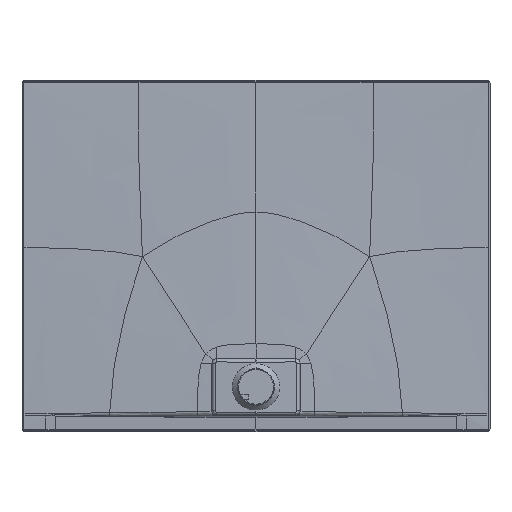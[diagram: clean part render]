
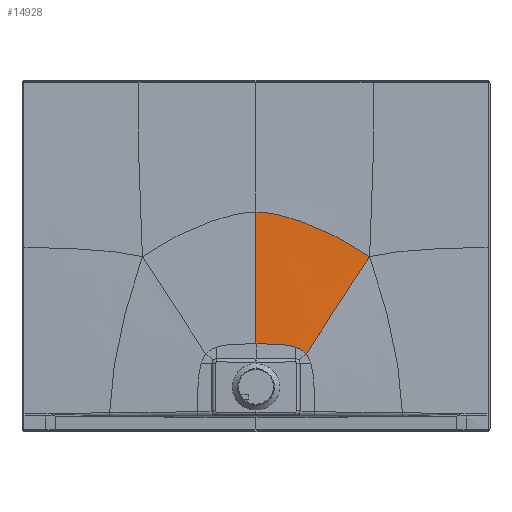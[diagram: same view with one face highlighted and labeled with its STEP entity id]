
A CAD part, front view. The second image highlights one B-rep face of the part: STEP entity #14928.
In plain terms, the highlighted free-form (B-spline) face has degree [3, 3] with [9, 8] control points.
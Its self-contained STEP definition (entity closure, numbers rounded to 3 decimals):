
#3549=CARTESIAN_POINT('',(101.035,-21.398,216.312));
#3550=CARTESIAN_POINT('',(106.85,-21.398,214.329));
#3551=CARTESIAN_POINT('',(117.119,-21.397,209.487));
#3552=CARTESIAN_POINT('',(124.98,-21.397,202.514));
#3553=CARTESIAN_POINT('',(128.385,-21.397,198.402));
#3568=CARTESIAN_POINT('',(0.,-21.399,
225.082));
#3570=CARTESIAN_POINT('',(0.,-21.399,
225.082));
#3571=CARTESIAN_POINT('',(11.658,-21.399,225.082));
#3572=CARTESIAN_POINT('',(33.167,-21.399,224.932));
#3573=CARTESIAN_POINT('',(60.434,-21.399,223.775));
#3574=CARTESIAN_POINT('',(83.123,-21.398,221.196));
#3575=CARTESIAN_POINT('',(95.479,-21.398,218.206));
#3576=CARTESIAN_POINT('',(101.035,-21.398,216.312));
#3578=CARTESIAN_POINT('',(101.035,-21.398,216.312));
#4665=CARTESIAN_POINT('',(291.382,-10.359,448.376));
#4666=CARTESIAN_POINT('',(286.327,-10.611,440.805));
#4667=CARTESIAN_POINT('',(276.431,-11.122,425.966));
#4668=CARTESIAN_POINT('',(257.633,-12.162,397.666));
#4669=CARTESIAN_POINT('',(227.548,-13.997,352.019));
#4670=CARTESIAN_POINT('',(192.416,-16.48,297.551));
#4671=CARTESIAN_POINT('',(157.843,-19.066,243.31));
#4672=CARTESIAN_POINT('',(137.758,-20.63,212.458));
#4673=CARTESIAN_POINT('',(128.385,-21.397,198.402));
#4675=DIRECTION('',(0.,-0.027,-1.));
#4676=VECTOR('',#4675,337.625);
#4677=CARTESIAN_POINT('',(0.,-12.199,
562.582));
#4678=LINE('',#4677,#4676);
#5446=CARTESIAN_POINT('',(291.382,-10.359,448.376));
#5447=CARTESIAN_POINT('',(278.035,-10.515,458.045));
#5448=CARTESIAN_POINT('',(251.459,-10.788,475.473));
#5449=CARTESIAN_POINT('',(199.41,-11.217,504.007));
#5450=CARTESIAN_POINT('',(136.904,-11.638,531.705));
#5451=CARTESIAN_POINT('',(65.885,-12.066,555.933));
#5452=CARTESIAN_POINT('',(21.394,-12.199,562.582));
#5453=CARTESIAN_POINT('',(0.,-12.199,
562.582));
#6321=VERTEX_POINT('',#3578);
#6322=VERTEX_POINT('',#3553);
#6323=VERTEX_POINT('',#3568);
#6384=VERTEX_POINT('',#4665);
#6385=CARTESIAN_POINT('',(0.,-12.199,
562.582));
#6386=VERTEX_POINT('',#6385);
#14846=CARTESIAN_POINT('',(-1.327,-21.493,
221.614));
#14847=CARTESIAN_POINT('',(16.982,-21.493,
221.62));
#14848=CARTESIAN_POINT('',(48.719,-21.493,
221.414));
#14849=CARTESIAN_POINT('',(84.652,-21.491,
218.574));
#14850=CARTESIAN_POINT('',(106.275,-21.489,
212.603));
#14851=CARTESIAN_POINT('',(119.693,-21.489,
204.585));
#14852=CARTESIAN_POINT('',(125.179,-21.49,
199.247));
#14853=CARTESIAN_POINT('',(127.688,-21.491,
196.116));
#14854=CARTESIAN_POINT('',(-1.326,-20.695,
250.894));
#14855=CARTESIAN_POINT('',(16.962,-20.695,
250.926));
#14856=CARTESIAN_POINT('',(49.297,-20.698,
249.686));
#14857=CARTESIAN_POINT('',(87.47,-20.711,
242.922));
#14858=CARTESIAN_POINT('',(111.608,-20.719,
232.784));
#14859=CARTESIAN_POINT('',(127.411,-20.711,
221.419));
#14860=CARTESIAN_POINT('',(134.261,-20.701,
214.442));
#14861=CARTESIAN_POINT('',(137.525,-20.693,
210.483));
#14862=CARTESIAN_POINT('',(-1.336,-19.13,
308.298));
#14863=CARTESIAN_POINT('',(17.08,-19.13,
308.382));
#14864=CARTESIAN_POINT('',(50.978,-19.137,
305.126));
#14865=CARTESIAN_POINT('',(94.164,-19.17,
291.007));
#14866=CARTESIAN_POINT('',(123.539,-19.189,
273.522));
#14867=CARTESIAN_POINT('',(144.041,-19.16,
256.578));
#14868=CARTESIAN_POINT('',(153.513,-19.123,
246.929));
#14869=CARTESIAN_POINT('',(158.219,-19.096,
241.614));
#14870=CARTESIAN_POINT('',(-1.374,-16.799,
393.826));
#14871=CARTESIAN_POINT('',(17.538,-16.799,
393.977));
#14872=CARTESIAN_POINT('',(54.388,-16.794,
388.133));
#14873=CARTESIAN_POINT('',(106.21,-16.788,
365.078));
#14874=CARTESIAN_POINT('',(144.547,-16.751,
339.234));
#14875=CARTESIAN_POINT('',(172.915,-16.636,
316.041));
#14876=CARTESIAN_POINT('',(186.661,-16.534,
303.277));
#14877=CARTESIAN_POINT('',(193.681,-16.468,
296.299));
#14878=CARTESIAN_POINT('',(-1.427,-14.882,
464.138));
#14879=CARTESIAN_POINT('',(18.2,-14.883,
464.318));
#14880=CARTESIAN_POINT('',(57.801,-14.839,
457.288));
#14881=CARTESIAN_POINT('',(117.247,-14.702,
430.472));
#14882=CARTESIAN_POINT('',(164.383,-14.527,
401.007));
#14883=CARTESIAN_POINT('',(201.22,-14.275,
374.134));
#14884=CARTESIAN_POINT('',(219.703,-14.09,
358.95));
#14885=CARTESIAN_POINT('',(229.27,-13.977,
350.504));
#14886=CARTESIAN_POINT('',(-1.495,-13.54,
513.356));
#14887=CARTESIAN_POINT('',(19.055,-13.543,
513.538));
#14888=CARTESIAN_POINT('',(61.072,-13.457,
506.465));
#14889=CARTESIAN_POINT('',(126.32,-13.179,
479.917));
#14890=CARTESIAN_POINT('',(180.745,-12.877,
450.502));
#14891=CARTESIAN_POINT('',(225.166,-12.522,
422.182));
#14892=CARTESIAN_POINT('',(247.939,-12.281,
405.448));
#14893=CARTESIAN_POINT('',(259.761,-12.136,
395.969));
#14894=CARTESIAN_POINT('',(-1.547,-12.753,
542.247));
#14895=CARTESIAN_POINT('',(19.719,-12.756,
542.424));
#14896=CARTESIAN_POINT('',(63.395,-12.643,
535.552));
#14897=CARTESIAN_POINT('',(132.281,-12.275,
509.994));
#14898=CARTESIAN_POINT('',(191.338,-11.901,
481.363));
#14899=CARTESIAN_POINT('',(240.622,-11.494,
452.546));
#14900=CARTESIAN_POINT('',(266.105,-11.225,
434.986));
#14901=CARTESIAN_POINT('',(279.322,-11.065,
424.938));
#14902=CARTESIAN_POINT('',(-1.579,-12.349,
557.075));
#14903=CARTESIAN_POINT('',(20.125,-12.352,
557.247));
#14904=CARTESIAN_POINT('',(64.754,-12.225,
550.556));
#14905=CARTESIAN_POINT('',(135.607,-11.81,
525.785));
#14906=CARTESIAN_POINT('',(197.164,-11.401,
497.804));
#14907=CARTESIAN_POINT('',(249.061,-10.972,
468.848));
#14908=CARTESIAN_POINT('',(275.974,-10.692,
450.897));
#14909=CARTESIAN_POINT('',(289.915,-10.525,
440.576));
#14910=CARTESIAN_POINT('',(-1.597,-12.136,
564.872));
#14911=CARTESIAN_POINT('',(20.358,-12.14,
565.041));
#14912=CARTESIAN_POINT('',(65.521,-12.005,
558.462));
#14913=CARTESIAN_POINT('',(137.442,-11.566,
534.174));
#14914=CARTESIAN_POINT('',(200.344,-11.14,
506.592));
#14915=CARTESIAN_POINT('',(253.632,-10.701,
477.587));
#14916=CARTESIAN_POINT('',(281.297,-10.416,
459.441));
#14917=CARTESIAN_POINT('',(295.615,-10.246,
448.983));
#14918=B_SPLINE_SURFACE_WITH_KNOTS('',3,3,((#14846,#14847,#14848,#14849,#14850,
#14851,#14852,#14853),(#14854,#14855,#14856,#14857,#14858,#14859,#14860,#14861),
(#14862,#14863,#14864,#14865,#14866,#14867,#14868,#14869),(#14870,#14871,#14872,
#14873,#14874,#14875,#14876,#14877),(#14878,#14879,#14880,#14881,#14882,#14883,
#14884,#14885),(#14886,#14887,#14888,#14889,#14890,#14891,#14892,#14893),
(#14894,#14895,#14896,#14897,#14898,#14899,#14900,#14901),(#14902,#14903,#14904,
#14905,#14906,#14907,#14908,#14909),(#14910,#14911,#14912,#14913,#14914,#14915,
#14916,#14917)),.UNSPECIFIED.,.F.,.F.,.F.,(4,1,1,1,1,1,4),(4,1,1,1,1,4),(
-0.005,0.125,0.25,0.375,0.438,0.469,0.503),
(-0.003,0.125,0.25,0.375,0.438,0.504),
.UNSPECIFIED.);
#14920=ORIENTED_EDGE('',*,*,#14919,.F.);
#14922=ORIENTED_EDGE('',*,*,#14921,.F.);
#14923=ORIENTED_EDGE('',*,*,#14839,.T.);
#14924=ORIENTED_EDGE('',*,*,#12863,.F.);
#14925=ORIENTED_EDGE('',*,*,#12922,.F.);
#14926=EDGE_LOOP('',(#14920,#14922,#14923,#14924,#14925));
#14927=FACE_OUTER_BOUND('',#14926,.F.);
#14928=ADVANCED_FACE('',(#14927),#14918,.F.);
#3554=B_SPLINE_CURVE_WITH_KNOTS('',3,(#3549,#3550,#3551,#3552,#3553),
.UNSPECIFIED.,.F.,.F.,(4,1,4),(0.,0.5,1.),.UNSPECIFIED.);
#3577=B_SPLINE_CURVE_WITH_KNOTS('',3,(#3570,#3571,#3572,#3573,#3574,#3575,
#3576),.UNSPECIFIED.,.F.,.F.,(4,1,1,1,4),(0.,0.25,
0.5,0.75,1.),.UNSPECIFIED.);
#4674=B_SPLINE_CURVE_WITH_KNOTS('',3,(#4665,#4666,#4667,#4668,#4669,#4670,#4671,
#4672,#4673),.UNSPECIFIED.,.F.,.F.,(4,1,1,1,1,1,4),(0.,0.063,
0.125,0.25,0.5,0.75,1.),
.UNSPECIFIED.);
#5454=B_SPLINE_CURVE_WITH_KNOTS('',3,(#5446,#5447,#5448,#5449,#5450,#5451,#5452,
#5453),.UNSPECIFIED.,.F.,.F.,(4,1,1,1,1,4),(0.,0.125,
0.25,0.5,0.75,1.),.UNSPECIFIED.);
#12863=EDGE_CURVE('',#6321,#6322,#3554,.T.);
#12922=EDGE_CURVE('',#6323,#6321,#3577,.T.);
#14839=EDGE_CURVE('',#6384,#6322,#4674,.T.);
#14919=EDGE_CURVE('',#6386,#6323,#4678,.T.);
#14921=EDGE_CURVE('',#6384,#6386,#5454,.T.);
